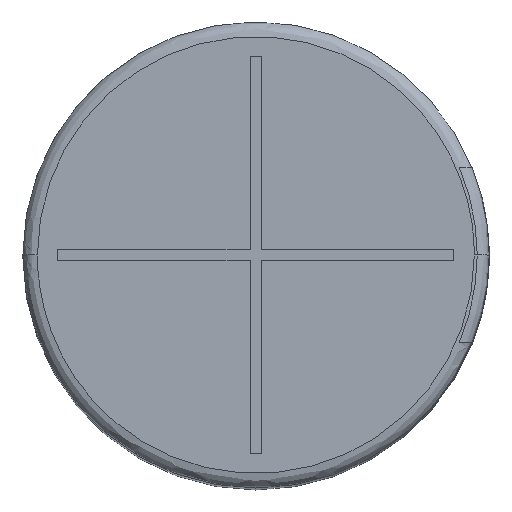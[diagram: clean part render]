
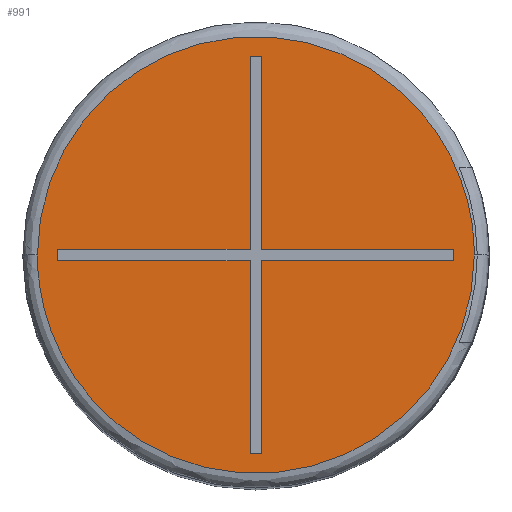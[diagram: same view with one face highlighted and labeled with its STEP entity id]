
A CAD part, top view. The second image highlights one B-rep face of the part: STEP entity #991.
In plain terms, the highlighted planar face has unit normal (0, 0, 1).
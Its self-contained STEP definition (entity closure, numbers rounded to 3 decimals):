
#51 = ORIENTED_EDGE ( 'NONE', *, *, #4331, .F. ) ;
#69 = CARTESIAN_POINT ( 'NONE',  ( 0., -0.2, 40. ) ) ;
#113 = VERTEX_POINT ( 'NONE', #1057 ) ;
#174 = ORIENTED_EDGE ( 'NONE', *, *, #1667, .F. ) ;
#211 = DIRECTION ( 'NONE',  ( 0., -1., 0. ) ) ;
#233 = LINE ( 'NONE', #1162, #3587 ) ;
#246 = EDGE_CURVE ( 'NONE', #2953, #2800, #789, .T. ) ;
#268 = EDGE_CURVE ( 'NONE', #2704, #2557, #713, .T. ) ;
#348 = CARTESIAN_POINT ( 'NONE',  ( 6.8, 0.2, 40. ) ) ;
#384 = CARTESIAN_POINT ( 'NONE',  ( -0.2, 6.8, 40. ) ) ;
#436 = FACE_BOUND ( 'NONE', #4075, .T. ) ;
#477 = VERTEX_POINT ( 'NONE', #1500 ) ;
#490 = DIRECTION ( 'NONE',  ( 1., 0., 0. ) ) ;
#505 = ORIENTED_EDGE ( 'NONE', *, *, #4264, .F. ) ;
#539 = ORIENTED_EDGE ( 'NONE', *, *, #1911, .F. ) ;
#561 = VECTOR ( 'NONE', #1274, 1000. ) ;
#587 = CARTESIAN_POINT ( 'NONE',  ( 0.2, 0.2, 40. ) ) ;
#606 = DIRECTION ( 'NONE',  ( 0., -1., 0. ) ) ;
#633 = EDGE_CURVE ( 'NONE', #3228, #3390, #1096, .T. ) ;
#713 = LINE ( 'NONE', #3531, #1333 ) ;
#769 = CARTESIAN_POINT ( 'NONE',  ( 0., -0.2, 40. ) ) ;
#789 = LINE ( 'NONE', #769, #1622 ) ;
#909 = ORIENTED_EDGE ( 'NONE', *, *, #2697, .F. ) ;
#991 = ADVANCED_FACE ( 'NONE', ( #436, #2178 ), #3186, .F. ) ;
#1008 = CARTESIAN_POINT ( 'NONE',  ( -7.5, 15., 40. ) ) ;
#1056 = LINE ( 'NONE', #4130, #2208 ) ;
#1057 = CARTESIAN_POINT ( 'NONE',  ( -6.8, 0.2, 40. ) ) ;
#1091 = VECTOR ( 'NONE', #2580, 1000. ) ;
#1096 = LINE ( 'NONE', #3836, #4256 ) ;
#1162 = CARTESIAN_POINT ( 'NONE',  ( -0.2, 0., 40. ) ) ;
#1180 = EDGE_CURVE ( 'NONE', #2800, #3228, #1584, .T. ) ;
#1272 = EDGE_CURVE ( 'NONE', #4117, #2223, #3296, .T. ) ;
#1274 = DIRECTION ( 'NONE',  ( 0., 1., 0. ) ) ;
#1295 = CARTESIAN_POINT ( 'NONE',  ( -7.5, 0., 40. ) ) ;
#1333 = VECTOR ( 'NONE', #490, 1000. ) ;
#1356 = CARTESIAN_POINT ( 'NONE',  ( 7.5, 0., 40. ) ) ;
#1361 = ORIENTED_EDGE ( 'NONE', *, *, #1483, .F. ) ;
#1362 = DIRECTION ( 'NONE',  ( 0., 1., 0. ) ) ;
#1483 = EDGE_CURVE ( 'NONE', #113, #4140, #3389, .T. ) ;
#1500 = CARTESIAN_POINT ( 'NONE',  ( -0.2, 0.2, 40. ) ) ;
#1555 = ORIENTED_EDGE ( 'NONE', *, *, #633, .F. ) ;
#1584 = LINE ( 'NONE', #2279, #561 ) ;
#1593 = VERTEX_POINT ( 'NONE', #3099 ) ;
#1599 = LINE ( 'NONE', #2954, #2152 ) ;
#1622 = VECTOR ( 'NONE', #4205, 1000. ) ;
#1637 =( BOUNDED_CURVE ( )  B_SPLINE_CURVE ( 3, ( #2037, #1008, #3040, #1356 ),
 .UNSPECIFIED., .F., .F. ) 
 B_SPLINE_CURVE_WITH_KNOTS ( ( 4, 4 ),
 ( 0.5, 1. ),
 .UNSPECIFIED. ) 
 CURVE ( )  GEOMETRIC_REPRESENTATION_ITEM ( )  RATIONAL_B_SPLINE_CURVE ( ( 1., 0.333, 0.333, 1. ) ) 
 REPRESENTATION_ITEM ( '' )  );
#1667 = EDGE_CURVE ( 'NONE', #4140, #3719, #2767, .T. ) ;
#1677 = LINE ( 'NONE', #3414, #2527 ) ;
#1739 = DIRECTION ( 'NONE',  ( -1., 0., 0. ) ) ;
#1800 = DIRECTION ( 'NONE',  ( 1., 0., 0. ) ) ;
#1883 = ORIENTED_EDGE ( 'NONE', *, *, #1180, .F. ) ;
#1911 = EDGE_CURVE ( 'NONE', #477, #113, #1056, .T. ) ;
#1926 = ORIENTED_EDGE ( 'NONE', *, *, #3388, .F. ) ;
#1934 = EDGE_CURVE ( 'NONE', #2223, #4117, #1637, .T. ) ;
#1944 = ORIENTED_EDGE ( 'NONE', *, *, #268, .F. ) ;
#1945 = CARTESIAN_POINT ( 'NONE',  ( 0.2, -6.8, 40. ) ) ;
#1950 = CARTESIAN_POINT ( 'NONE',  ( -0.2, -0.2, 40. ) ) ;
#1993 = DIRECTION ( 'NONE',  ( -1., 0., 0. ) ) ;
#2030 = CARTESIAN_POINT ( 'NONE',  ( -7.5, -15., 40. ) ) ;
#2037 = CARTESIAN_POINT ( 'NONE',  ( -7.5, 0., 40. ) ) ;
#2132 = ORIENTED_EDGE ( 'NONE', *, *, #1272, .F. ) ;
#2152 = VECTOR ( 'NONE', #2629, 1000. ) ;
#2178 = FACE_OUTER_BOUND ( 'NONE', #3298, .T. ) ;
#2208 = VECTOR ( 'NONE', #1993, 1000. ) ;
#2223 = VERTEX_POINT ( 'NONE', #3708 ) ;
#2279 = CARTESIAN_POINT ( 'NONE',  ( 6.8, 0., 40. ) ) ;
#2322 = AXIS2_PLACEMENT_3D ( 'NONE', #3905, #3932, #2613 ) ;
#2402 = LINE ( 'NONE', #3412, #3301 ) ;
#2509 = ORIENTED_EDGE ( 'NONE', *, *, #246, .F. ) ;
#2527 = VECTOR ( 'NONE', #4037, 1000. ) ;
#2557 = VERTEX_POINT ( 'NONE', #1945 ) ;
#2559 = CARTESIAN_POINT ( 'NONE',  ( -0.2, 0., 40. ) ) ;
#2580 = DIRECTION ( 'NONE',  ( 0., -1., 0. ) ) ;
#2613 = DIRECTION ( 'NONE',  ( 0., 1., 0. ) ) ;
#2629 = DIRECTION ( 'NONE',  ( -1., 0., 0. ) ) ;
#2678 = CARTESIAN_POINT ( 'NONE',  ( 7.5, 0., 40. ) ) ;
#2697 = EDGE_CURVE ( 'NONE', #2557, #2953, #1677, .T. ) ;
#2704 = VERTEX_POINT ( 'NONE', #3054 ) ;
#2767 = LINE ( 'NONE', #69, #4356 ) ;
#2800 = VERTEX_POINT ( 'NONE', #3688 ) ;
#2817 = ORIENTED_EDGE ( 'NONE', *, *, #4296, .F. ) ;
#2953 = VERTEX_POINT ( 'NONE', #3057 ) ;
#2954 = CARTESIAN_POINT ( 'NONE',  ( 0., 6.8, 40. ) ) ;
#3010 = CARTESIAN_POINT ( 'NONE',  ( -6.8, 0., 40. ) ) ;
#3040 = CARTESIAN_POINT ( 'NONE',  ( 7.5, 15., 40. ) ) ;
#3054 = CARTESIAN_POINT ( 'NONE',  ( -0.2, -6.8, 40. ) ) ;
#3057 = CARTESIAN_POINT ( 'NONE',  ( 0.2, -0.2, 40. ) ) ;
#3099 = CARTESIAN_POINT ( 'NONE',  ( 0.2, 6.8, 40. ) ) ;
#3186 = PLANE ( 'NONE',  #2322 ) ;
#3228 = VERTEX_POINT ( 'NONE', #348 ) ;
#3296 =( BOUNDED_CURVE ( )  B_SPLINE_CURVE ( 3, ( #2678, #4357, #2030, #1295 ),
 .UNSPECIFIED., .F., .F. ) 
 B_SPLINE_CURVE_WITH_KNOTS ( ( 4, 4 ),
 ( 0., 0.5 ),
 .UNSPECIFIED. ) 
 CURVE ( )  GEOMETRIC_REPRESENTATION_ITEM ( )  RATIONAL_B_SPLINE_CURVE ( ( 1., 0.333, 0.333, 1. ) ) 
 REPRESENTATION_ITEM ( '' )  );
#3298 = EDGE_LOOP ( 'NONE', ( #2132, #4195 ) ) ;
#3301 = VECTOR ( 'NONE', #1362, 1000. ) ;
#3388 = EDGE_CURVE ( 'NONE', #3719, #2704, #3654, .T. ) ;
#3389 = LINE ( 'NONE', #3010, #3601 ) ;
#3390 = VERTEX_POINT ( 'NONE', #587 ) ;
#3412 = CARTESIAN_POINT ( 'NONE',  ( 0.2, 0., 40. ) ) ;
#3414 = CARTESIAN_POINT ( 'NONE',  ( 0.2, 0., 40. ) ) ;
#3531 = CARTESIAN_POINT ( 'NONE',  ( 0., -6.8, 40. ) ) ;
#3587 = VECTOR ( 'NONE', #211, 1000. ) ;
#3592 = CARTESIAN_POINT ( 'NONE',  ( -6.8, -0.2, 40. ) ) ;
#3601 = VECTOR ( 'NONE', #606, 1000. ) ;
#3654 = LINE ( 'NONE', #2559, #1091 ) ;
#3688 = CARTESIAN_POINT ( 'NONE',  ( 6.8, -0.2, 40. ) ) ;
#3708 = CARTESIAN_POINT ( 'NONE',  ( -7.5, 0., 40. ) ) ;
#3719 = VERTEX_POINT ( 'NONE', #1950 ) ;
#3836 = CARTESIAN_POINT ( 'NONE',  ( 0., 0.2, 40. ) ) ;
#3905 = CARTESIAN_POINT ( 'NONE',  ( 0., 0., 40. ) ) ;
#3932 = DIRECTION ( 'NONE',  ( 0., 0., -1. ) ) ;
#4037 = DIRECTION ( 'NONE',  ( 0., 1., 0. ) ) ;
#4075 = EDGE_LOOP ( 'NONE', ( #2509, #909, #1944, #1926, #174, #1361, #539, #505, #2817, #51, #1555, #1883 ) ) ;
#4117 = VERTEX_POINT ( 'NONE', #4291 ) ;
#4130 = CARTESIAN_POINT ( 'NONE',  ( 0., 0.2, 40. ) ) ;
#4140 = VERTEX_POINT ( 'NONE', #3592 ) ;
#4195 = ORIENTED_EDGE ( 'NONE', *, *, #1934, .F. ) ;
#4205 = DIRECTION ( 'NONE',  ( 1., 0., 0. ) ) ;
#4256 = VECTOR ( 'NONE', #1739, 1000. ) ;
#4264 = EDGE_CURVE ( 'NONE', #4346, #477, #233, .T. ) ;
#4291 = CARTESIAN_POINT ( 'NONE',  ( 7.5, 0., 40. ) ) ;
#4296 = EDGE_CURVE ( 'NONE', #1593, #4346, #1599, .T. ) ;
#4331 = EDGE_CURVE ( 'NONE', #3390, #1593, #2402, .T. ) ;
#4346 = VERTEX_POINT ( 'NONE', #384 ) ;
#4356 = VECTOR ( 'NONE', #1800, 1000. ) ;
#4357 = CARTESIAN_POINT ( 'NONE',  ( 7.5, -15., 40. ) ) ;
